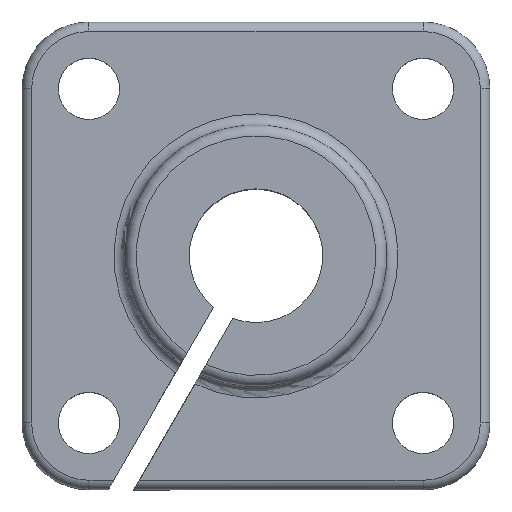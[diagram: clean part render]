
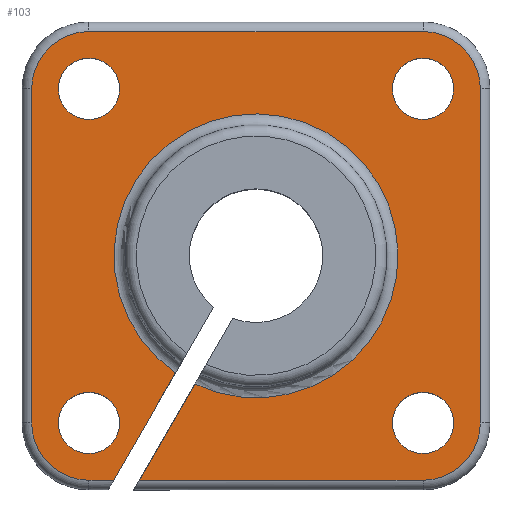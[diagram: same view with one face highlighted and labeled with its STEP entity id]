
A CAD part, top view. The second image highlights one B-rep face of the part: STEP entity #103.
In plain terms, the highlighted planar face has unit normal (0, 0, 1).
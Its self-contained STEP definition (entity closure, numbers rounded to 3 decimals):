
#103 = ADVANCED_FACE( '', ( #225, #226, #227, #228, #229 ), #230, .T. );
#225 = FACE_BOUND( '', #364, .T. );
#226 = FACE_BOUND( '', #365, .T. );
#227 = FACE_OUTER_BOUND( '', #366, .T. );
#228 = FACE_BOUND( '', #367, .T. );
#229 = FACE_BOUND( '', #368, .T. );
#230 = PLANE( '', #369 );
#364 = EDGE_LOOP( '', ( #591 ) );
#365 = EDGE_LOOP( '', ( #592 ) );
#366 = EDGE_LOOP( '', ( #593, #594, #595, #596, #597, #598, #599, #600, #601, #602, #603, #604 ) );
#367 = EDGE_LOOP( '', ( #605 ) );
#368 = EDGE_LOOP( '', ( #606 ) );
#369 = AXIS2_PLACEMENT_3D( '', #607, #608, #609 );
#591 = ORIENTED_EDGE( '', *, *, #821, .F. );
#592 = ORIENTED_EDGE( '', *, *, #816, .F. );
#593 = ORIENTED_EDGE( '', *, *, #758, .F. );
#594 = ORIENTED_EDGE( '', *, *, #797, .T. );
#595 = ORIENTED_EDGE( '', *, *, #765, .T. );
#596 = ORIENTED_EDGE( '', *, *, #739, .T. );
#597 = ORIENTED_EDGE( '', *, *, #824, .F. );
#598 = ORIENTED_EDGE( '', *, *, #777, .T. );
#599 = ORIENTED_EDGE( '', *, *, #825, .F. );
#600 = ORIENTED_EDGE( '', *, *, #807, .T. );
#601 = ORIENTED_EDGE( '', *, *, #826, .F. );
#602 = ORIENTED_EDGE( '', *, *, #827, .T. );
#603 = ORIENTED_EDGE( '', *, *, #828, .F. );
#604 = ORIENTED_EDGE( '', *, *, #814, .T. );
#605 = ORIENTED_EDGE( '', *, *, #783, .F. );
#606 = ORIENTED_EDGE( '', *, *, #786, .F. );
#607 = CARTESIAN_POINT( '', ( 0., 0., 12. ) );
#608 = DIRECTION( '', ( 0., 0., 1. ) );
#609 = DIRECTION( '', ( 1., 0., 0. ) );
#739 = EDGE_CURVE( '', #862, #860, #863, .T. );
#758 = EDGE_CURVE( '', #894, #897, #898, .T. );
#765 = EDGE_CURVE( '', #908, #862, #909, .T. );
#777 = EDGE_CURVE( '', #923, #927, #929, .T. );
#783 = EDGE_CURVE( '', #937, #937, #938, .T. );
#786 = EDGE_CURVE( '', #942, #942, #943, .T. );
#797 = EDGE_CURVE( '', #894, #908, #958, .T. );
#807 = EDGE_CURVE( '', #966, #970, #972, .T. );
#814 = EDGE_CURVE( '', #979, #897, #981, .T. );
#816 = EDGE_CURVE( '', #983, #983, #984, .T. );
#821 = EDGE_CURVE( '', #991, #991, #992, .T. );
#824 = EDGE_CURVE( '', #923, #860, #996, .T. );
#825 = EDGE_CURVE( '', #966, #927, #997, .T. );
#826 = EDGE_CURVE( '', #998, #970, #999, .F. );
#827 = EDGE_CURVE( '', #998, #1000, #1001, .T. );
#828 = EDGE_CURVE( '', #979, #1000, #1002, .F. );
#860 = VERTEX_POINT( '', #1037 );
#862 = VERTEX_POINT( '', #1039 );
#863 = LINE( '', #1040, #1041 );
#894 = VERTEX_POINT( '', #1094 );
#897 = VERTEX_POINT( '', #1097 );
#898 = LINE( '', #1098, #1099 );
#908 = VERTEX_POINT( '', #1110 );
#909 = CIRCLE( '', #1111, 12.75 );
#923 = VERTEX_POINT( '', #1138 );
#927 = VERTEX_POINT( '', #1142 );
#929 = CIRCLE( '', #1144, 5.141 );
#937 = VERTEX_POINT( '', #1161 );
#938 = CIRCLE( '', #1162, 2.75 );
#942 = VERTEX_POINT( '', #1166 );
#943 = CIRCLE( '', #1167, 2.75 );
#958 = LINE( '', #1187, #1188 );
#966 = VERTEX_POINT( '', #1199 );
#970 = VERTEX_POINT( '', #1203 );
#972 = CIRCLE( '', #1205, 5.141 );
#979 = VERTEX_POINT( '', #1213 );
#981 = CIRCLE( '', #1215, 5.141 );
#983 = VERTEX_POINT( '', #1217 );
#984 = CIRCLE( '', #1218, 2.75 );
#991 = VERTEX_POINT( '', #1225 );
#992 = CIRCLE( '', #1226, 2.75 );
#996 = LINE( '', #1230, #1231 );
#997 = LINE( '', #1232, #1233 );
#998 = VERTEX_POINT( '', #1234 );
#999 = LINE( '', #1235, #1236 );
#1000 = VERTEX_POINT( '', #1237 );
#1001 = CIRCLE( '', #1238, 5.141 );
#1002 = LINE( '', #1239, #1240 );
#1037 = CARTESIAN_POINT( '', ( -10.474, 0.859, 12. ) );
#1039 = CARTESIAN_POINT( '', ( -5.489, 9.492, 12. ) );
#1040 = CARTESIAN_POINT( '', ( -8.227, 4.75, 12. ) );
#1041 = VECTOR( '', #1279, 1000. );
#1094 = CARTESIAN_POINT( '', ( -12.783, 0.859, 12. ) );
#1097 = CARTESIAN_POINT( '', ( -15., 0.859, 12. ) );
#1098 = CARTESIAN_POINT( '', ( 42., 0.859, 12. ) );
#1099 = VECTOR( '', #1303, 1000. );
#1110 = CARTESIAN_POINT( '', ( -7.221, 10.492, 12. ) );
#1111 = AXIS2_PLACEMENT_3D( '', #1314, #1315, #1316 );
#1138 = CARTESIAN_POINT( '', ( 15., 0.859, 12. ) );
#1142 = CARTESIAN_POINT( '', ( 20.141, 6., 12. ) );
#1144 = AXIS2_PLACEMENT_3D( '', #1333, #1334, #1335 );
#1161 = CARTESIAN_POINT( '', ( -12.25, 6., 12. ) );
#1162 = AXIS2_PLACEMENT_3D( '', #1342, #1343, #1344 );
#1166 = CARTESIAN_POINT( '', ( -12.25, 36., 12. ) );
#1167 = AXIS2_PLACEMENT_3D( '', #1348, #1349, #1350 );
#1187 = CARTESIAN_POINT( '', ( -9.959, 5.75, 12. ) );
#1188 = VECTOR( '', #1365, 1000. );
#1199 = CARTESIAN_POINT( '', ( 20.141, 36., 12. ) );
#1203 = CARTESIAN_POINT( '', ( 15., 41.141, 12. ) );
#1205 = AXIS2_PLACEMENT_3D( '', #1378, #1379, #1380 );
#1213 = CARTESIAN_POINT( '', ( -20.141, 6., 12. ) );
#1215 = AXIS2_PLACEMENT_3D( '', #1391, #1392, #1393 );
#1217 = CARTESIAN_POINT( '', ( 17.75, 6., 12. ) );
#1218 = AXIS2_PLACEMENT_3D( '', #1394, #1395, #1396 );
#1225 = CARTESIAN_POINT( '', ( 17.75, 36., 12. ) );
#1226 = AXIS2_PLACEMENT_3D( '', #1403, #1404, #1405 );
#1230 = CARTESIAN_POINT( '', ( 42., 0.859, 12. ) );
#1231 = VECTOR( '', #1409, 1000. );
#1232 = CARTESIAN_POINT( '', ( 20.141, 63., 12. ) );
#1233 = VECTOR( '', #1410, 1000. );
#1234 = CARTESIAN_POINT( '', ( -15., 41.141, 12. ) );
#1235 = CARTESIAN_POINT( '', ( 42., 41.141, 12. ) );
#1236 = VECTOR( '', #1411, 1000. );
#1237 = CARTESIAN_POINT( '', ( -20.141, 36., 12. ) );
#1238 = AXIS2_PLACEMENT_3D( '', #1412, #1413, #1414 );
#1239 = CARTESIAN_POINT( '', ( -20.141, 63., 12. ) );
#1240 = VECTOR( '', #1415, 1000. );
#1279 = DIRECTION( '', ( -0.5, -0.866, 0. ) );
#1303 = DIRECTION( '', ( -1., 0., 0. ) );
#1314 = CARTESIAN_POINT( '', ( 0., 21., 12. ) );
#1315 = DIRECTION( '', ( 0., 0., -1. ) );
#1316 = DIRECTION( '', ( -1., 0., 0. ) );
#1333 = CARTESIAN_POINT( '', ( 15., 6., 12. ) );
#1334 = DIRECTION( '', ( 0., 0., 1. ) );
#1335 = DIRECTION( '', ( 1., 0., 0. ) );
#1342 = CARTESIAN_POINT( '', ( -15., 6., 12. ) );
#1343 = DIRECTION( '', ( 0., 0., 1. ) );
#1344 = DIRECTION( '', ( 1., 0., 0. ) );
#1348 = CARTESIAN_POINT( '', ( -15., 36., 12. ) );
#1349 = DIRECTION( '', ( 0., 0., 1. ) );
#1350 = DIRECTION( '', ( 1., 0., 0. ) );
#1365 = DIRECTION( '', ( 0.5, 0.866, 0. ) );
#1378 = CARTESIAN_POINT( '', ( 15., 36., 12. ) );
#1379 = DIRECTION( '', ( 0., 0., 1. ) );
#1380 = DIRECTION( '', ( 1., 0., 0. ) );
#1391 = CARTESIAN_POINT( '', ( -15., 6., 12. ) );
#1392 = DIRECTION( '', ( 0., 0., 1. ) );
#1393 = DIRECTION( '', ( 1., 0., 0. ) );
#1394 = CARTESIAN_POINT( '', ( 15., 6., 12. ) );
#1395 = DIRECTION( '', ( 0., 0., 1. ) );
#1396 = DIRECTION( '', ( 1., 0., 0. ) );
#1403 = CARTESIAN_POINT( '', ( 15., 36., 12. ) );
#1404 = DIRECTION( '', ( 0., 0., 1. ) );
#1405 = DIRECTION( '', ( 1., 0., 0. ) );
#1409 = DIRECTION( '', ( -1., 0., 0. ) );
#1410 = DIRECTION( '', ( 0., -1., 0. ) );
#1411 = DIRECTION( '', ( -1., 0., 0. ) );
#1412 = CARTESIAN_POINT( '', ( -15., 36., 12. ) );
#1413 = DIRECTION( '', ( 0., 0., 1. ) );
#1414 = DIRECTION( '', ( 1., 0., 0. ) );
#1415 = DIRECTION( '', ( 0., -1., 0. ) );
